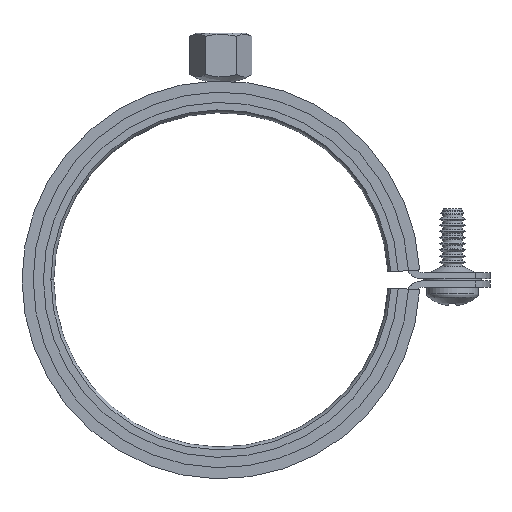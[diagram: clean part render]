
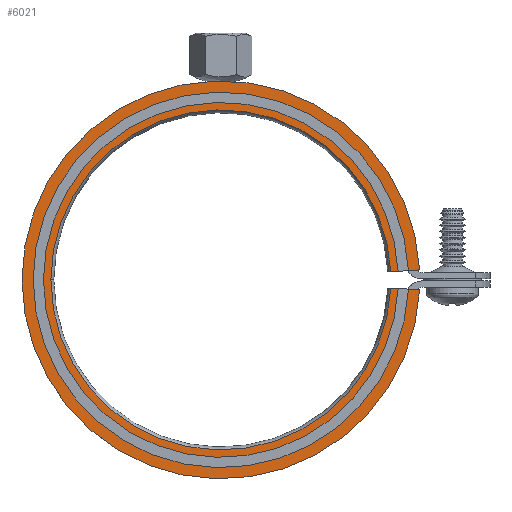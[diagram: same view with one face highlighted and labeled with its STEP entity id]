
A CAD part, front view. The second image highlights one B-rep face of the part: STEP entity #6021.
In plain terms, the highlighted face is planar.
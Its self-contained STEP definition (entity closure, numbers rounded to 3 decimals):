
#4872=CARTESIAN_POINT('',(81.905,161.823,11.5));
#4873=VERTEX_POINT('',#4872);
#4880=CARTESIAN_POINT('',(164.254,159.763,11.5));
#4881=VERTEX_POINT('',#4880);
#4882=CARTESIAN_POINT('',(123.105,161.823,11.5));
#4883=DIRECTION('',(0.0,0.0,1.0));
#4884=DIRECTION('',(1.0,0.0,0.0));
#4885=AXIS2_PLACEMENT_3D('',#4882,#4883,#4884);
#4886=CIRCLE('',#4885,41.2);
#4887=EDGE_CURVE('',#4873,#4881,#4886,.T.);
#4912=CARTESIAN_POINT('',(74.905,161.823,11.5));
#4913=VERTEX_POINT('',#4912);
#4922=CARTESIAN_POINT('',(171.245,164.233,11.5));
#4923=VERTEX_POINT('',#4922);
#4924=CARTESIAN_POINT('',(123.105,161.823,11.5));
#4925=DIRECTION('',(0.0,0.0,1.0));
#4926=DIRECTION('',(1.0,0.0,0.0));
#4927=AXIS2_PLACEMENT_3D('',#4924,#4925,#4926);
#4928=CIRCLE('',#4927,48.2);
#4929=EDGE_CURVE('',#4923,#4913,#4928,.T.);
#5972=CARTESIAN_POINT('',(171.245,159.413,11.5));
#5973=VERTEX_POINT('',#5972);
#5980=CARTESIAN_POINT('',(123.105,161.823,11.5));
#5981=DIRECTION('',(0.0,0.0,1.0));
#5982=DIRECTION('',(1.0,0.0,0.0));
#5983=AXIS2_PLACEMENT_3D('',#5980,#5981,#5982);
#5984=CIRCLE('',#5983,48.2);
#5985=EDGE_CURVE('',#4913,#5973,#5984,.T.);
#5990=CARTESIAN_POINT('',(167.749,164.058,11.5));
#5991=DIRECTION('',(0.0,0.0,1.0));
#5992=DIRECTION('',(1.0,0.0,0.0));
#5993=AXIS2_PLACEMENT_3D('',#5990,#5991,#5992);
#5994=PLANE('',#5993);
#5995=CARTESIAN_POINT('',(171.245,159.413,11.5));
#5996=DIRECTION('',(-0.999,0.05,0.0));
#5997=VECTOR('',#5996,7.);
#5998=LINE('',#5995,#5997);
#5999=EDGE_CURVE('',#5973,#4881,#5998,.T.);
#6000=ORIENTED_EDGE('',*,*,#5999,.T.);
#6001=ORIENTED_EDGE('',*,*,#4887,.F.);
#6002=CARTESIAN_POINT('',(164.254,163.883,11.5));
#6003=VERTEX_POINT('',#6002);
#6004=CARTESIAN_POINT('',(123.105,161.823,11.5));
#6005=DIRECTION('',(0.0,0.0,1.0));
#6006=DIRECTION('',(1.0,0.0,0.0));
#6007=AXIS2_PLACEMENT_3D('',#6004,#6005,#6006);
#6008=CIRCLE('',#6007,41.2);
#6009=EDGE_CURVE('',#6003,#4873,#6008,.T.);
#6010=ORIENTED_EDGE('',*,*,#6009,.F.);
#6011=CARTESIAN_POINT('',(171.245,164.233,11.5));
#6012=DIRECTION('',(-0.999,-0.05,0.0));
#6013=VECTOR('',#6012,7.);
#6014=LINE('',#6011,#6013);
#6015=EDGE_CURVE('',#4923,#6003,#6014,.T.);
#6016=ORIENTED_EDGE('',*,*,#6015,.F.);
#6017=ORIENTED_EDGE('',*,*,#4929,.T.);
#6018=ORIENTED_EDGE('',*,*,#5985,.T.);
#6019=EDGE_LOOP('',(#6000,#6001,#6010,#6016,#6017,#6018));
#6020=FACE_OUTER_BOUND('',#6019,.T.);
#6021=ADVANCED_FACE('',(#6020),#5994,.T.);
